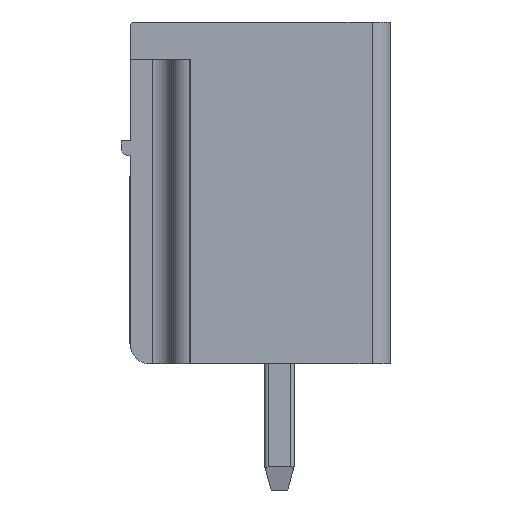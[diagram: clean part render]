
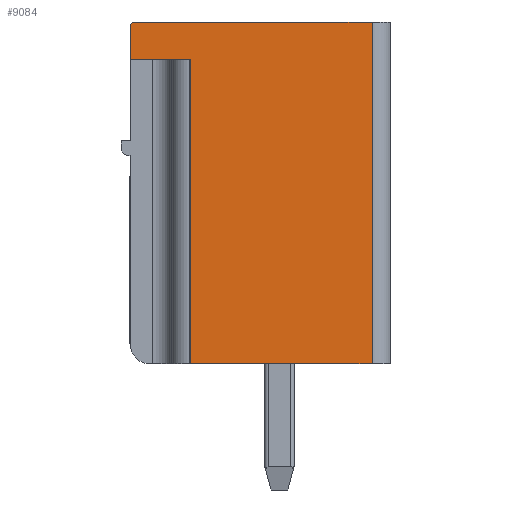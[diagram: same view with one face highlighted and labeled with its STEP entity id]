
A CAD part, left-side view. The second image highlights one B-rep face of the part: STEP entity #9084.
In plain terms, the highlighted planar face has unit normal (-1, 0, 0).
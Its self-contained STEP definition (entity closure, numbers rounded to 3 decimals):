
#9084=ADVANCED_FACE('',(#21584),#21585,.T.);
#10282=VERTEX_POINT('',#23302);
#10286=EDGE_CURVE('',#10282,#23306,#23307,.T.);
#14068=VERTEX_POINT('',#27203);
#14070=VERTEX_POINT('',#27205);
#14072=EDGE_CURVE('',#14068,#14070,#27207,.T.);
#14074=VERTEX_POINT('',#27209);
#14076=EDGE_CURVE('',#14070,#14074,#27211,.T.);
#14078=VERTEX_POINT('',#27213);
#14080=EDGE_CURVE('',#14074,#14078,#27215,.T.);
#14082=VERTEX_POINT('',#27217);
#14084=EDGE_CURVE('',#14078,#14082,#27219,.T.);
#14086=EDGE_CURVE('',#23306,#14082,#27221,.T.);
#14088=VERTEX_POINT('',#27223);
#14090=EDGE_CURVE('',#10282,#14088,#27225,.T.);
#14092=EDGE_CURVE('',#14068,#14088,#27227,.T.);
#21584=FACE_OUTER_BOUND('',#37842,.T.);
#21585=PLANE('',#37843);
#23302=CARTESIAN_POINT('',(-0.5,7.,9.1));
#23306=VERTEX_POINT('',#39709);
#23307=CIRCLE('',#39710,0.1);
#27203=CARTESIAN_POINT('',(-0.5,5.4,8.2));
#27205=CARTESIAN_POINT('',(-0.5,5.4,0.));
#27207=LINE('',#46200,#46201);
#27209=CARTESIAN_POINT('',(-0.5,0.5,0.));
#27211=LINE('',#46206,#46207);
#27213=CARTESIAN_POINT('',(-0.5,0.5,9.2));
#27215=LINE('',#46212,#46213);
#27217=CARTESIAN_POINT('',(-0.5,6.9,9.2));
#27219=LINE('',#46218,#46219);
#27221=CIRCLE('',#46222,0.1);
#27223=CARTESIAN_POINT('',(-0.5,7.,8.2));
#27225=LINE('',#46227,#46228);
#27227=LINE('',#46231,#46232);
#37842=EDGE_LOOP('',(#58548,#58549,#58550,#58551,#58552,#58553,#58554,#58555));
#37843=AXIS2_PLACEMENT_3D('',#58556,#58557,#58558);
#39709=CARTESIAN_POINT('',(-0.5,6.901,9.2));
#39710=AXIS2_PLACEMENT_3D('',#63218,#63219,#63220);
#46200=CARTESIAN_POINT('',(-0.5,5.4,8.2));
#46201=VECTOR('',#64747,1.0);
#46206=CARTESIAN_POINT('',(-0.5,5.4,0.));
#46207=VECTOR('',#64748,1.0);
#46212=CARTESIAN_POINT('',(-0.5,0.5,0.));
#46213=VECTOR('',#64749,1.0);
#46218=CARTESIAN_POINT('',(-0.5,0.5,9.2));
#46219=VECTOR('',#64750,1.0);
#46222=AXIS2_PLACEMENT_3D('',#64751,#64752,#64753);
#46227=CARTESIAN_POINT('',(-0.5,7.,9.1));
#46228=VECTOR('',#64754,1.0);
#46231=CARTESIAN_POINT('',(-0.5,5.4,8.2));
#46232=VECTOR('',#64755,1.0);
#58548=ORIENTED_EDGE('',*,*,#14072,.T.);
#58549=ORIENTED_EDGE('',*,*,#14076,.T.);
#58550=ORIENTED_EDGE('',*,*,#14080,.T.);
#58551=ORIENTED_EDGE('',*,*,#14084,.T.);
#58552=ORIENTED_EDGE('',*,*,#14086,.F.);
#58553=ORIENTED_EDGE('',*,*,#10286,.F.);
#58554=ORIENTED_EDGE('',*,*,#14090,.T.);
#58555=ORIENTED_EDGE('',*,*,#14092,.F.);
#58556=CARTESIAN_POINT('',(-0.5,0.337,9.43));
#58557=DIRECTION('',(-1.0,0.,0.));
#58558=DIRECTION('',(0.,0.0,1.0));
#63218=CARTESIAN_POINT('',(-0.5,6.9,9.1));
#63219=DIRECTION('',(1.0,0.,0.));
#63220=DIRECTION('',(0.,1.0,0.));
#64747=DIRECTION('',(0.,0.,-1.0));
#64748=DIRECTION('',(0.,-1.0,0.));
#64749=DIRECTION('',(0.,0.,1.0));
#64750=DIRECTION('',(0.,1.0,0.));
#64751=CARTESIAN_POINT('',(-0.5,6.9,9.1));
#64752=DIRECTION('',(1.0,0.,0.));
#64753=DIRECTION('',(0.,1.0,0.));
#64754=DIRECTION('',(0.,0.,-1.0));
#64755=DIRECTION('',(0.,1.0,0.));
